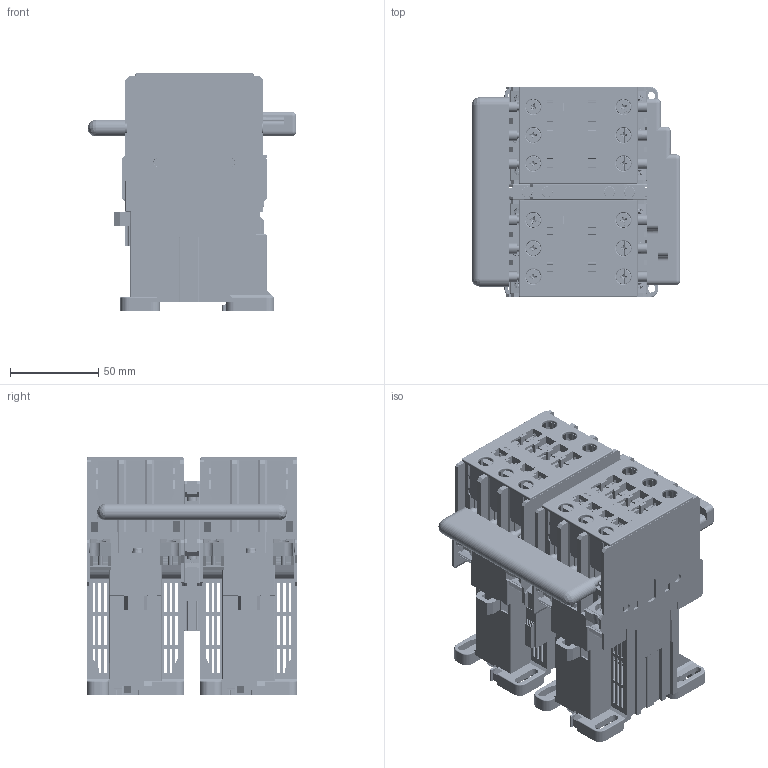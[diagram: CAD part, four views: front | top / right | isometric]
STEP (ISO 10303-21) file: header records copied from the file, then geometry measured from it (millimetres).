
FILE_DESCRIPTION((''),'2;1');
FILE_NAME('12c30122H01.stp','2015-05-22T14:58:24',('rshanor'),(''),'Autodesk Inventor 2013','Autodesk Inventor 2013','');
FILE_SCHEMA(('AUTOMOTIVE_DESIGN { 1 2 10303 214 0 1 1 1 }'));
Length unit declared in the file: inch
Products named in the file (1): Part4
Bounding box: 118.04 x 119 x 134.12 mm (x, y, z)
Volume: 541614.3 mm3; surface area: 320191.9 mm2
Topology: 11 solids, 43 shells, 10433 faces, 30040 edges, 19354 vertices
Faces by surface type: plane 7424, cylinder 2019, bspline 400, cone 324, torus 172, sphere 94
Full cylindrical faces by diameter (mm): 0.7 x2, 1.5 x4, 1.9 x2, 2 x8, 2.2 x2, 2.25 x12, 2.4 x4, 2.5 x20, 2.55 x8, 2.8 x10, 2.9 x5, 2.956 x5, 3 x28, 3.25 x2, 3.4 x10, 3.5 x10, 3.75 x8, 3.9 x4, 4 x28, 4.25 x10, 4.5 x12, 5.3 x8, 5.35 x4, 5.75 x4, 6 x18, 6.2 x4, 6.5 x8, 6.6 x8, 7.35 x4, 7.5 x2
Entity records: 365169 total; most frequent: CARTESIAN_POINT 84033, ORIENTED_EDGE 58768, DIRECTION 52739, EDGE_CURVE 29384, VECTOR 21965, LINE 21965, VERTEX_POINT 19113, AXIS2_PLACEMENT_3D 15387
